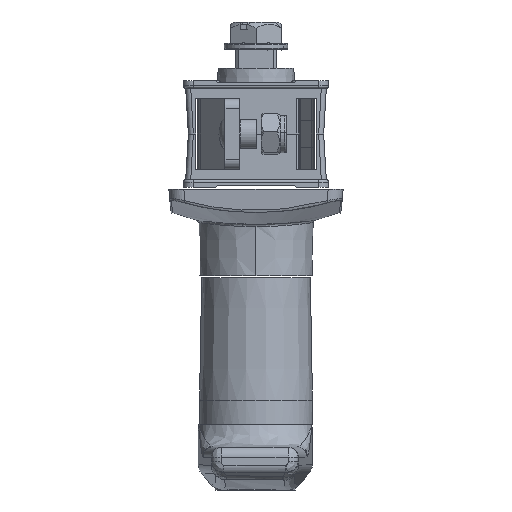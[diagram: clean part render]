
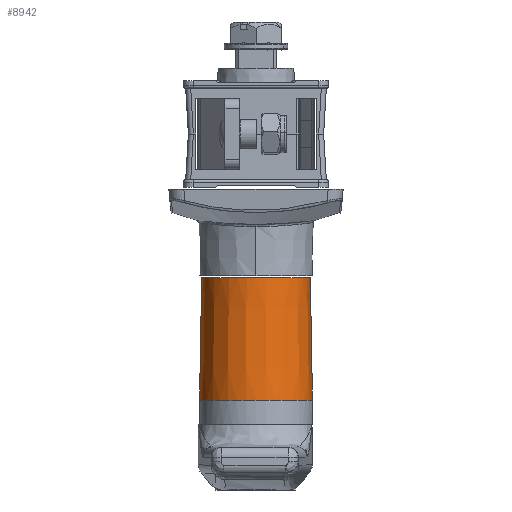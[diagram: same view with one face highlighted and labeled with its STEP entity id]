
A CAD part, left-side view. The second image highlights one B-rep face of the part: STEP entity #8942.
In plain terms, the highlighted conical face has half-angle 1 degrees and reference radius 11.242 mm.
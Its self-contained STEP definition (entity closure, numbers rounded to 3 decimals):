
#348 = CARTESIAN_POINT ( 'NONE',  ( -110.302, 21.727, 7.421 ) ) ;
#885 = EDGE_CURVE ( 'NONE', #8928, #13832, #15378, .T. ) ;
#956 = CIRCLE ( 'NONE', #20708, 11.242 ) ;
#1197 = EDGE_CURVE ( 'NONE', #10415, #11712, #2025, .T. ) ;
#1717 = DIRECTION ( 'NONE',  ( 0., 0., -1. ) ) ;
#2025 = LINE ( 'NONE', #3652, #17214 ) ;
#2371 = DIRECTION ( 'NONE',  ( 0., -0.017, -1. ) ) ;
#3652 = CARTESIAN_POINT ( 'NONE',  ( -110.302, 32.969, 7.421 ) ) ;
#4067 = DIRECTION ( 'NONE',  ( 0., 0., 1. ) ) ;
#5332 = AXIS2_PLACEMENT_3D ( 'NONE', #16359, #1717, #6597 ) ;
#6597 = DIRECTION ( 'NONE',  ( 0., -1., 0. ) ) ;
#7521 = EDGE_CURVE ( 'NONE', #8928, #10415, #15368, .T. ) ;
#7939 = ORIENTED_EDGE ( 'NONE', *, *, #885, .F. ) ;
#8928 = VERTEX_POINT ( 'NONE', #18225 ) ;
#8942 = ADVANCED_FACE ( 'NONE', ( #18452 ), #11251, .T. ) ;
#9148 = ORIENTED_EDGE ( 'NONE', *, *, #11187, .T. ) ;
#9609 = VECTOR ( 'NONE', #2371, 1000. ) ;
#9861 = CARTESIAN_POINT ( 'NONE',  ( -110.302, 32.969, 7.421 ) ) ;
#9968 = DIRECTION ( 'NONE',  ( 0., 0., -1. ) ) ;
#10415 = VERTEX_POINT ( 'NONE', #10469 ) ;
#10469 = CARTESIAN_POINT ( 'NONE',  ( -110.302, 32.544, 31.764 ) ) ;
#11013 = ORIENTED_EDGE ( 'NONE', *, *, #1197, .T. ) ;
#11187 = EDGE_CURVE ( 'NONE', #11712, #13832, #956, .T. ) ;
#11251 = CONICAL_SURFACE ( 'NONE', #12639, 11.242, 0.017 ) ;
#11712 = VERTEX_POINT ( 'NONE', #9861 ) ;
#12280 = DIRECTION ( 'NONE',  ( 1., 0., 0. ) ) ;
#12493 = CARTESIAN_POINT ( 'NONE',  ( -110.302, 21.727, 7.421 ) ) ;
#12625 = CARTESIAN_POINT ( 'NONE',  ( -110.302, 10.486, 7.421 ) ) ;
#12639 = AXIS2_PLACEMENT_3D ( 'NONE', #348, #9968, #16470 ) ;
#13520 = CARTESIAN_POINT ( 'NONE',  ( -110.302, 10.486, 7.421 ) ) ;
#13832 = VERTEX_POINT ( 'NONE', #12625 ) ;
#15368 = CIRCLE ( 'NONE', #5332, 10.817 ) ;
#15378 = LINE ( 'NONE', #13520, #9609 ) ;
#16359 = CARTESIAN_POINT ( 'NONE',  ( -110.302, 21.727, 31.764 ) ) ;
#16413 = EDGE_LOOP ( 'NONE', ( #16567, #11013, #9148, #7939 ) ) ;
#16470 = DIRECTION ( 'NONE',  ( 0., -1., 0. ) ) ;
#16567 = ORIENTED_EDGE ( 'NONE', *, *, #7521, .T. ) ;
#17208 = DIRECTION ( 'NONE',  ( 0., 0.017, -1. ) ) ;
#17214 = VECTOR ( 'NONE', #17208, 1000. ) ;
#18225 = CARTESIAN_POINT ( 'NONE',  ( -110.302, 10.911, 31.764 ) ) ;
#18452 = FACE_OUTER_BOUND ( 'NONE', #16413, .T. ) ;
#20708 = AXIS2_PLACEMENT_3D ( 'NONE', #12493, #4067, #12280 ) ;
